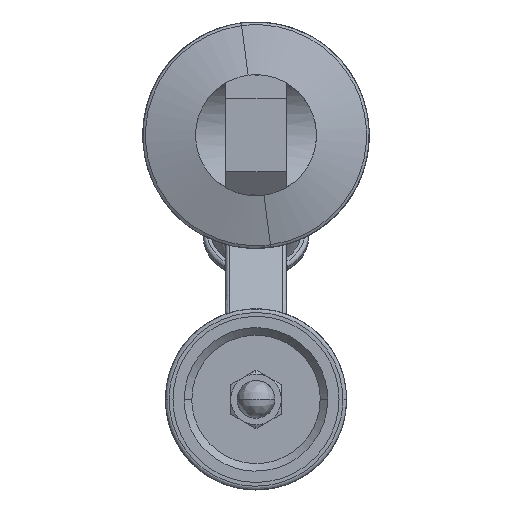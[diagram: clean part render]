
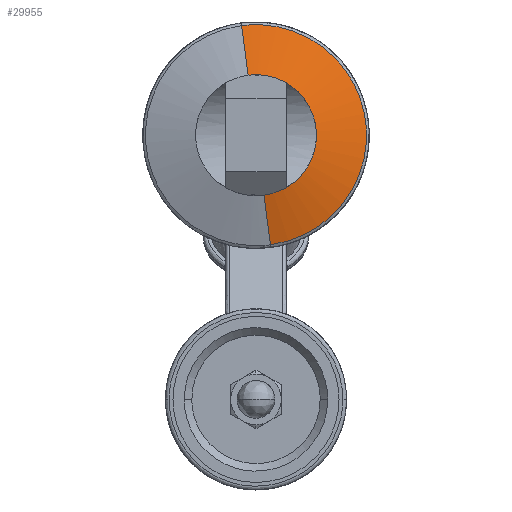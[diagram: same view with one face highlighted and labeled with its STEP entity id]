
A CAD part, front view. The second image highlights one B-rep face of the part: STEP entity #29955.
In plain terms, the highlighted free-form (B-spline) face has degree [2, 1] with [5, 2] control points.
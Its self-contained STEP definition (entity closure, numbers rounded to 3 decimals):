
#29665 = EDGE_CURVE('',#29666,#29668,#29670,.T.);
#29666 = VERTEX_POINT('',#29667);
#29667 = CARTESIAN_POINT('',(41.353,-237.013,
    351.87));
#29668 = VERTEX_POINT('',#29669);
#29669 = CARTESIAN_POINT('',(31.251,-237.013,
    428.704));
#29670 = ( BOUNDED_CURVE() B_SPLINE_CURVE(2,(#29671,#29672,#29673,#29674
,#29675),.UNSPECIFIED.,.F.,.F.) B_SPLINE_CURVE_WITH_KNOTS((3,2,3),(0.,
1.571,3.142),.PIECEWISE_BEZIER_KNOTS.) CURVE() 
GEOMETRIC_REPRESENTATION_ITEM() RATIONAL_B_SPLINE_CURVE((1.,
0.707,1.,0.707,1.)) REPRESENTATION_ITEM('') );
#29671 = CARTESIAN_POINT('',(41.353,-237.013,
    351.87));
#29672 = CARTESIAN_POINT('',(79.77,-237.013,
    356.921));
#29673 = CARTESIAN_POINT('',(74.719,-237.013,
    395.338));
#29674 = CARTESIAN_POINT('',(69.668,-237.013,
    433.755));
#29675 = CARTESIAN_POINT('',(31.251,-237.013,
    428.704));
#29955 = ADVANCED_FACE('',(#29956),#29981,.T.);
#29956 = FACE_BOUND('',#29957,.T.);
#29957 = EDGE_LOOP('',(#29958,#29970,#29975,#29976));
#29958 = ORIENTED_EDGE('',*,*,#29959,.F.);
#29959 = EDGE_CURVE('',#29960,#29962,#29964,.T.);
#29960 = VERTEX_POINT('',#29961);
#29961 = CARTESIAN_POINT('',(38.027,-244.668,
    377.17));
#29962 = VERTEX_POINT('',#29963);
#29963 = CARTESIAN_POINT('',(34.578,-244.668,
    403.404));
#29964 = ( BOUNDED_CURVE() B_SPLINE_CURVE(2,(#29965,#29966,#29967,#29968
,#29969),.UNSPECIFIED.,.F.,.F.) B_SPLINE_CURVE_WITH_KNOTS((3,2,3),(0.,
1.571,3.142),.PIECEWISE_BEZIER_KNOTS.) CURVE() 
GEOMETRIC_REPRESENTATION_ITEM() RATIONAL_B_SPLINE_CURVE((1.,
0.707,1.,0.707,1.)) REPRESENTATION_ITEM('') );
#29965 = CARTESIAN_POINT('',(38.027,-244.668,
    377.17));
#29966 = CARTESIAN_POINT('',(51.144,-244.668,
    378.894));
#29967 = CARTESIAN_POINT('',(49.419,-244.668,
    392.012));
#29968 = CARTESIAN_POINT('',(47.695,-244.668,
    405.129));
#29969 = CARTESIAN_POINT('',(34.578,-244.668,
    403.404));
#29970 = ORIENTED_EDGE('',*,*,#29971,.T.);
#29971 = EDGE_CURVE('',#29960,#29666,#29972,.T.);
#29972 = B_SPLINE_CURVE_WITH_KNOTS('',1,(#29973,#29974),.UNSPECIFIED.,
  .F.,.F.,(2,2),(-27.437,-0.978),
  .PIECEWISE_BEZIER_KNOTS.);
#29973 = CARTESIAN_POINT('',(38.027,-244.668,
    377.17));
#29974 = CARTESIAN_POINT('',(41.353,-237.013,
    351.87));
#29975 = ORIENTED_EDGE('',*,*,#29665,.T.);
#29976 = ORIENTED_EDGE('',*,*,#29977,.F.);
#29977 = EDGE_CURVE('',#29962,#29668,#29978,.T.);
#29978 = B_SPLINE_CURVE_WITH_KNOTS('',1,(#29979,#29980),.UNSPECIFIED.,
  .F.,.F.,(2,2),(-27.437,-0.978),
  .PIECEWISE_BEZIER_KNOTS.);
#29979 = CARTESIAN_POINT('',(34.578,-244.668,
    403.404));
#29980 = CARTESIAN_POINT('',(31.251,-237.013,
    428.704));
#29981 = ( BOUNDED_SURFACE() B_SPLINE_SURFACE(2,1,(
    (#29982,#29983)
    ,(#29984,#29985)
    ,(#29986,#29987)
    ,(#29988,#29989)
    ,(#29990,#29991
)),.UNSPECIFIED.,.F.,.F.,.F.) B_SPLINE_SURFACE_WITH_KNOTS((3,2,3),(2,2),
  (0.,1.571,3.142),(-27.437,-0.978),
.PIECEWISE_BEZIER_KNOTS.) GEOMETRIC_REPRESENTATION_ITEM() 
RATIONAL_B_SPLINE_SURFACE((
    (1.,1.)
    ,(0.707,0.707)
    ,(1.,1.)
    ,(0.707,0.707)
,(1.,1.))) REPRESENTATION_ITEM('') SURFACE() );
#29982 = CARTESIAN_POINT('',(34.578,-244.668,
    403.404));
#29983 = CARTESIAN_POINT('',(31.251,-237.013,
    428.704));
#29984 = CARTESIAN_POINT('',(47.695,-244.668,
    405.129));
#29985 = CARTESIAN_POINT('',(69.668,-237.013,
    433.755));
#29986 = CARTESIAN_POINT('',(49.419,-244.668,
    392.012));
#29987 = CARTESIAN_POINT('',(74.719,-237.013,
    395.338));
#29988 = CARTESIAN_POINT('',(51.144,-244.668,
    378.894));
#29989 = CARTESIAN_POINT('',(79.77,-237.013,
    356.921));
#29990 = CARTESIAN_POINT('',(38.027,-244.668,
    377.17));
#29991 = CARTESIAN_POINT('',(41.353,-237.013,
    351.87));
